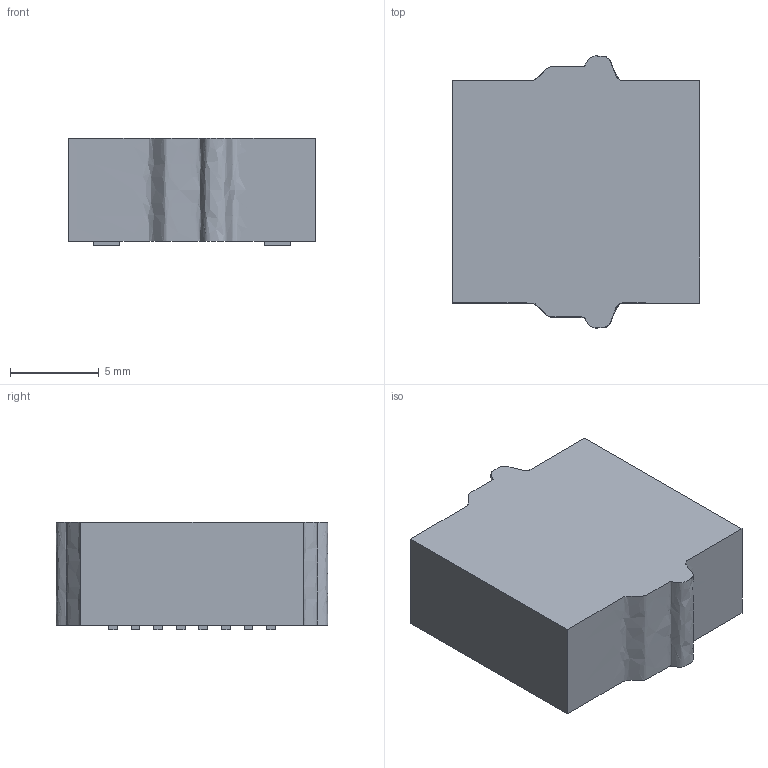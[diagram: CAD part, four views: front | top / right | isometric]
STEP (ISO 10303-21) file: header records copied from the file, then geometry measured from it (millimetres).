
FILE_DESCRIPTION(/* description */ ('STEP AP242','CAx-IF Rec.Pracs.---Representation and Presentation of Product Manufacturing Information (PMI)---4.0---2014-10-13','CAx-IF Rec.Pracs.---3D Tessellated Geometry---0.4---2014-09-14','2;1'),/* implementation_level */ '2;1');
FILE_NAME(/* name */ '65783cbf4acfe911351c0c66',/* time_stamp */ '2023-12-12T10:58:07Z',/* author */ (''),/* organization */ (''),/* preprocessor_version */ 'ST-DEVELOPER v19.4',/* originating_system */ ' ',/* authorisation */ ' ');
FILE_SCHEMA (('AP242_MANAGED_MODEL_BASED_3D_ENGINEERING_MIM_LF { 1 0 10303 442 1 1 4 }'));
Length unit declared in the file: metre
Products named in the file (1): LOTES_ACA-SPI-006-K01_Outline
Bounding box: 13.9 x 15.28 x 6.05 mm (x, y, z)
Volume: 1111.9 mm3; surface area: 700.5 mm2
Topology: 1 solids, 1 shells, 86 faces, 204 edges, 136 vertices
Faces by surface type: plane 84, bspline 2
Entity records: 2825 total; most frequent: CARTESIAN_POINT 773, ORIENTED_EDGE 408, DIRECTION 370, EDGE_CURVE 204, LINE 200, VECTOR 200, VERTEX_POINT 136, EDGE_LOOP 102
